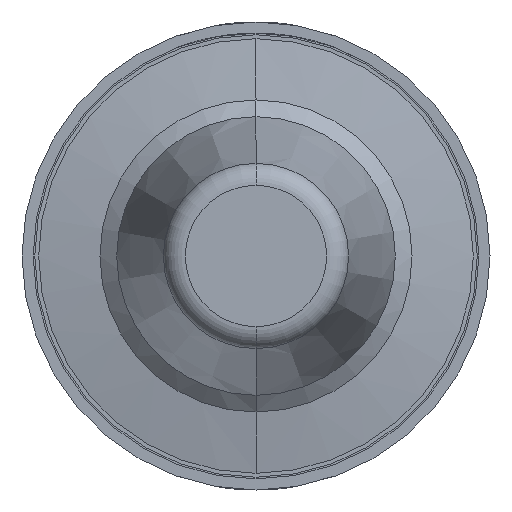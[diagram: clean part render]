
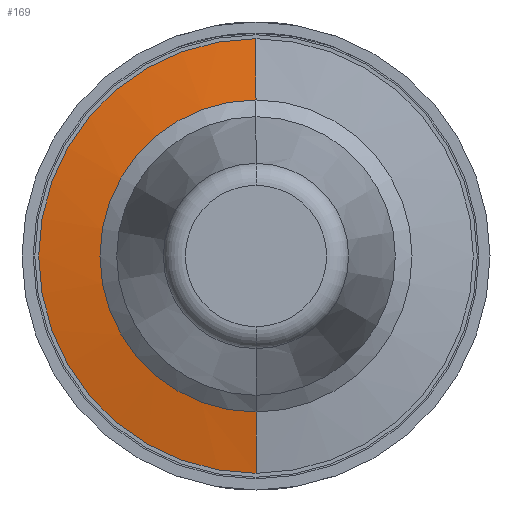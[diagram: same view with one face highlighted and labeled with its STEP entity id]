
A CAD part, front view. The second image highlights one B-rep face of the part: STEP entity #169.
In plain terms, the highlighted conical face has half-angle 80.134 degrees and reference radius 0.8 mm.
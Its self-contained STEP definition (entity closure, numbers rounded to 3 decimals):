
#169 = ADVANCED_FACE ( 'Defeature ausgef�hrt1_26', ( #2947 ), #5641, .T. ) ;
#180 = VERTEX_POINT ( 'NONE', #3834 ) ;
#308 = CARTESIAN_POINT ( 'NONE',  ( 0., -41.4, 1.95 ) ) ;
#374 = CARTESIAN_POINT ( 'NONE',  ( 0., -41.6, -0.8 ) ) ;
#567 = DIRECTION ( 'NONE',  ( 0., 1., 0. ) ) ;
#832 = CIRCLE ( 'NONE', #6208, 0.883 ) ;
#1014 = CARTESIAN_POINT ( 'NONE',  ( 0., -41.586, 0. ) ) ;
#1032 = ORIENTED_EDGE ( 'NONE', *, *, #1275, .F. ) ;
#1157 = ORIENTED_EDGE ( 'NONE', *, *, #2003, .T. ) ;
#1201 = CARTESIAN_POINT ( 'NONE',  ( 0., -41.6, 0.8 ) ) ;
#1220 = CARTESIAN_POINT ( 'NONE',  ( 0., -41.4, 0. ) ) ;
#1275 = EDGE_CURVE ( 'NONE', #180, #1575, #3771, .T. ) ;
#1455 = DIRECTION ( 'NONE',  ( 0., 0.171, -0.985 ) ) ;
#1575 = VERTEX_POINT ( 'NONE', #3609 ) ;
#1586 = AXIS2_PLACEMENT_3D ( 'NONE', #4774, #5716, #1860 ) ;
#1629 = ORIENTED_EDGE ( 'NONE', *, *, #4667, .F. ) ;
#1688 = VERTEX_POINT ( 'NONE', #1935 ) ;
#1730 = DIRECTION ( 'NONE',  ( 0., 1., 0. ) ) ;
#1856 = VECTOR ( 'NONE', #1455, 1000. ) ;
#1860 = DIRECTION ( 'NONE',  ( 0., 0., -1. ) ) ;
#1935 = CARTESIAN_POINT ( 'NONE',  ( 0., -41.586, 0.883 ) ) ;
#1994 = CIRCLE ( 'NONE', #4300, 1.95 ) ;
#2003 = EDGE_CURVE ( 'NONE', #1688, #3318, #3406, .T. ) ;
#2077 = VECTOR ( 'NONE', #2750, 1000. ) ;
#2189 = EDGE_CURVE ( 'Defeature ausgef�hrt1_26+Defeature ausgef�hrt1_22+Defeature ausgef�hrt1_22+Defeature ausgef�hrt1_22', #180, #1688, #832, .T. ) ;
#2355 = ORIENTED_EDGE ( 'NONE', *, *, #2189, .T. ) ;
#2750 = DIRECTION ( 'NONE',  ( 0., 0.171, 0.985 ) ) ;
#2947 = FACE_OUTER_BOUND ( 'NONE', #4819, .T. ) ;
#2990 = DIRECTION ( 'NONE',  ( 0., 0., -1. ) ) ;
#3318 = VERTEX_POINT ( 'NONE', #308 ) ;
#3406 = LINE ( 'NONE', #1201, #2077 ) ;
#3609 = CARTESIAN_POINT ( 'NONE',  ( 0., -41.4, -1.95 ) ) ;
#3771 = LINE ( 'NONE', #374, #1856 ) ;
#3834 = CARTESIAN_POINT ( 'NONE',  ( 0., -41.586, -0.883 ) ) ;
#4300 = AXIS2_PLACEMENT_3D ( 'NONE', #1220, #1730, #5126 ) ;
#4667 = EDGE_CURVE ( 'Defeature ausgef�hrt1_25+Defeature ausgef�hrt1_26+Defeature ausgef�hrt1_26+Defeature ausgef�hrt1_26', #1575, #3318, #1994, .T. ) ;
#4774 = CARTESIAN_POINT ( 'NONE',  ( 0., -41.6, 0. ) ) ;
#4819 = EDGE_LOOP ( 'NONE', ( #2355, #1157, #1629, #1032 ) ) ;
#5126 = DIRECTION ( 'NONE',  ( 0., 0., -1. ) ) ;
#5641 = CONICAL_SURFACE ( 'NONE', #1586, 0.8, 1.399 ) ;
#5716 = DIRECTION ( 'NONE',  ( 0., 1., 0. ) ) ;
#6208 = AXIS2_PLACEMENT_3D ( 'NONE', #1014, #567, #2990 ) ;
